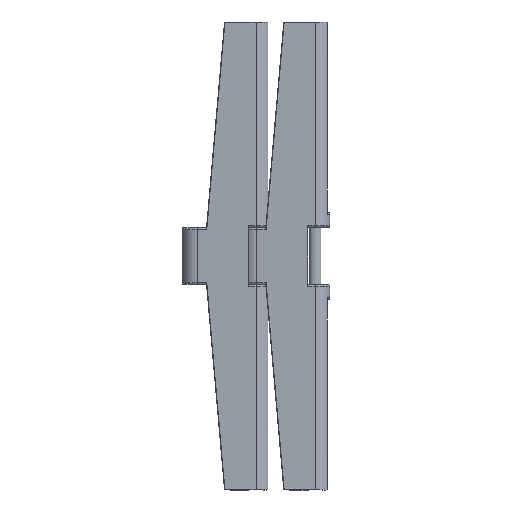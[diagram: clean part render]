
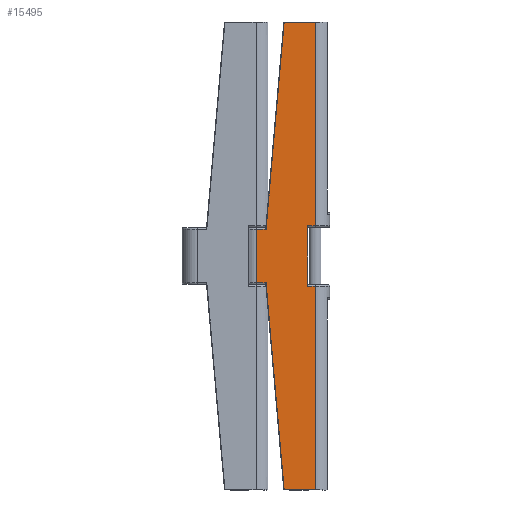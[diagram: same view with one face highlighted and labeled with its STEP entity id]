
A CAD part, top view. The second image highlights one B-rep face of the part: STEP entity #15495.
In plain terms, the highlighted planar face has unit normal (0, 0, 1).
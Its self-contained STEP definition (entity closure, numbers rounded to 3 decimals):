
#1056=FACE_OUTER_BOUND('',#1970,.T.);
#1970=EDGE_LOOP('',(#9995,#9996,#9997,#9998,#9999,#10000,#10001,#10002,
#10003,#10004,#10005,#10006));
#2873=LINE('',#22131,#4111);
#2877=LINE('',#22143,#4115);
#2883=LINE('',#22249,#4121);
#2999=LINE('',#22924,#4237);
#3000=LINE('',#22925,#4238);
#3001=LINE('',#22927,#4239);
#3002=LINE('',#22929,#4240);
#3003=LINE('',#22930,#4241);
#3004=LINE('',#22932,#4242);
#3005=LINE('',#22934,#4243);
#3006=LINE('',#22935,#4244);
#3007=LINE('',#22936,#4245);
#4111=VECTOR('',#17917,132.4);
#4115=VECTOR('',#17929,132.4);
#4121=VECTOR('',#17975,35.);
#4237=VECTOR('',#18279,39.5);
#4238=VECTOR('',#18280,5.152);
#4239=VECTOR('',#18281,20.274);
#4240=VECTOR('',#18282,135.164);
#4241=VECTOR('',#18283,6.045);
#4242=VECTOR('',#18284,6.045);
#4243=VECTOR('',#18285,135.164);
#4244=VECTOR('',#18286,20.274);
#4245=VECTOR('',#18287,5.152);
#5998=VERTEX_POINT('',#22090);
#6002=VERTEX_POINT('',#22099);
#6015=VERTEX_POINT('',#22128);
#6016=VERTEX_POINT('',#22130);
#6020=VERTEX_POINT('',#22142);
#6035=VERTEX_POINT('',#22209);
#6209=VERTEX_POINT('',#22922);
#6210=VERTEX_POINT('',#22923);
#6211=VERTEX_POINT('',#22926);
#6212=VERTEX_POINT('',#22928);
#6213=VERTEX_POINT('',#22931);
#6214=VERTEX_POINT('',#22933);
#7421=EDGE_CURVE('',#6015,#6016,#2873,.T.);
#7427=EDGE_CURVE('',#6002,#6020,#2877,.T.);
#7456=EDGE_CURVE('',#6035,#5998,#2883,.T.);
#7654=EDGE_CURVE('',#6209,#6210,#2999,.T.);
#7655=EDGE_CURVE('',#6210,#6016,#3000,.T.);
#7656=EDGE_CURVE('',#6015,#6211,#3001,.T.);
#7657=EDGE_CURVE('',#6211,#6212,#3002,.T.);
#7658=EDGE_CURVE('',#6212,#6035,#3003,.T.);
#7659=EDGE_CURVE('',#5998,#6213,#3004,.T.);
#7660=EDGE_CURVE('',#6213,#6214,#3005,.T.);
#7661=EDGE_CURVE('',#6214,#6020,#3006,.T.);
#7662=EDGE_CURVE('',#6002,#6209,#3007,.T.);
#9995=ORIENTED_EDGE('',*,*,#7654,.T.);
#9996=ORIENTED_EDGE('',*,*,#7655,.T.);
#9997=ORIENTED_EDGE('',*,*,#7421,.F.);
#9998=ORIENTED_EDGE('',*,*,#7656,.T.);
#9999=ORIENTED_EDGE('',*,*,#7657,.T.);
#10000=ORIENTED_EDGE('',*,*,#7658,.T.);
#10001=ORIENTED_EDGE('',*,*,#7456,.T.);
#10002=ORIENTED_EDGE('',*,*,#7659,.T.);
#10003=ORIENTED_EDGE('',*,*,#7660,.T.);
#10004=ORIENTED_EDGE('',*,*,#7661,.T.);
#10005=ORIENTED_EDGE('',*,*,#7427,.F.);
#10006=ORIENTED_EDGE('',*,*,#7662,.T.);
#14200=PLANE('',#16534);
#15495=ADVANCED_FACE('',(#1056),#14200,.F.);
#16534=AXIS2_PLACEMENT_3D('',#22921,#18277,#18278);
#17917=DIRECTION('',(0.,-1.,0.));
#17929=DIRECTION('',(0.,-1.,0.));
#17975=DIRECTION('',(0.,-1.,0.));
#18277=DIRECTION('center_axis',(0.,0.,-1.));
#18278=DIRECTION('ref_axis',(-1.,0.,0.));
#18279=DIRECTION('',(0.,1.,0.));
#18280=DIRECTION('',(1.,0.,0.));
#18281=DIRECTION('',(-1.,0.,0.));
#18282=DIRECTION('',(-0.087,-0.996,0.));
#18283=DIRECTION('',(-1.,0.,0.));
#18284=DIRECTION('',(1.,0.,0.));
#18285=DIRECTION('',(0.087,-0.996,0.));
#18286=DIRECTION('',(1.,0.,0.));
#18287=DIRECTION('',(-1.,0.,0.));
#22090=CARTESIAN_POINT('',(38.6,-17.5,9.5));
#22099=CARTESIAN_POINT('',(76.7,-19.75,9.5));
#22128=CARTESIAN_POINT('',(76.7,152.15,9.5));
#22130=CARTESIAN_POINT('',(76.7,19.75,9.5));
#22131=CARTESIAN_POINT('',(76.7,152.15,9.5));
#22142=CARTESIAN_POINT('',(76.7,-152.15,9.5));
#22143=CARTESIAN_POINT('',(76.7,-19.75,9.5));
#22209=CARTESIAN_POINT('',(38.6,17.5,9.5));
#22249=CARTESIAN_POINT('',(38.6,17.5,9.5));
#22921=CARTESIAN_POINT('Origin',(76.7,28.3,9.5));
#22922=CARTESIAN_POINT('',(71.549,-19.75,9.5));
#22923=CARTESIAN_POINT('',(71.549,19.75,9.5));
#22924=CARTESIAN_POINT('',(71.549,-19.75,9.5));
#22925=CARTESIAN_POINT('',(71.549,19.75,9.5));
#22926=CARTESIAN_POINT('',(56.426,152.15,9.5));
#22927=CARTESIAN_POINT('',(76.7,152.15,9.5));
#22928=CARTESIAN_POINT('',(44.646,17.5,9.5));
#22929=CARTESIAN_POINT('',(56.426,152.15,9.5));
#22930=CARTESIAN_POINT('',(44.646,17.5,9.5));
#22931=CARTESIAN_POINT('',(44.646,-17.5,9.5));
#22932=CARTESIAN_POINT('',(38.6,-17.5,9.5));
#22933=CARTESIAN_POINT('',(56.426,-152.15,9.5));
#22934=CARTESIAN_POINT('',(44.646,-17.5,9.5));
#22935=CARTESIAN_POINT('',(56.426,-152.15,9.5));
#22936=CARTESIAN_POINT('',(76.7,-19.75,9.5));
